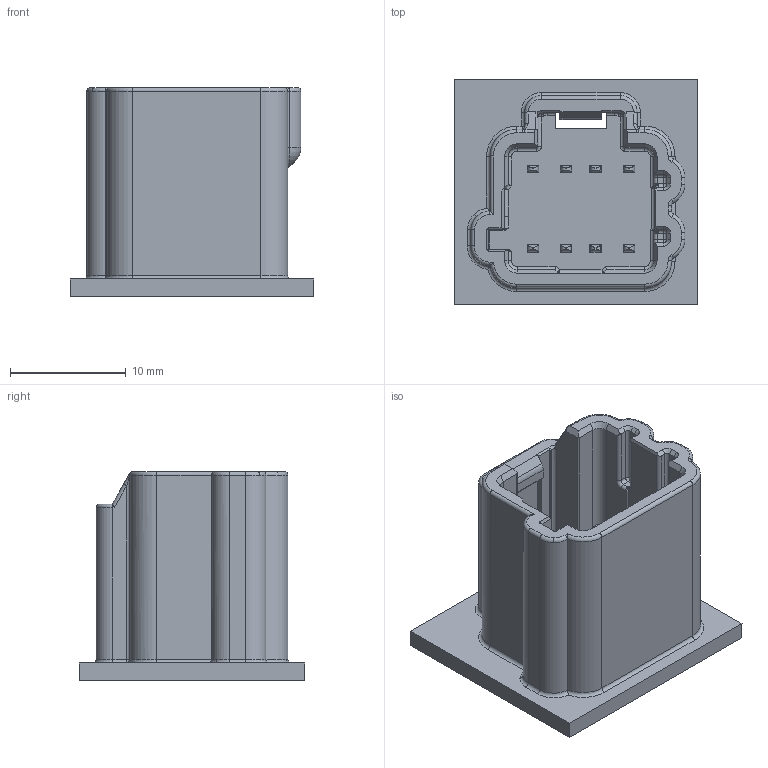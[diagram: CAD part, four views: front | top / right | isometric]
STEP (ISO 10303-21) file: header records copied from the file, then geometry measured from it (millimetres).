
FILE_DESCRIPTION(('CATIA V5 STEP Exchange','CAx-IF Rec.Pracs.--- Model Styling and Organization---1.4--- 2014-01-23'),'2;1');
FILE_NAME('8W INTERFACE KEY B.stp','2023-03-21T12:14:15+00:00',('none'),('none'),'CATIA Version 5-6 Release 2017 SP5 HF58','CATIA V5 STEP AP214','none');
FILE_SCHEMA(('AUTOMOTIVE_DESIGN { 1 0 10303 214 1 1 1 1 }'));
Length unit declared in the file: millimetre
Products named in the file (3): 8W HEADER ALL KEYWAYS; 1.2MMTERMINAL; 8W KEYWAY B
Assembly tree (2 placements, depth 2):
  8W HEADER ALL KEYWAYS
    1.2MMTERMINAL
    8W KEYWAY B
Bounding box: 21.03 x 19.45 x 18 mm (x, y, z)
Volume: 1970 mm3; surface area: 3003.1 mm2
Topology: 9 solids, 9 shells, 388 faces, 968 edges, 584 vertices
Faces by surface type: cylinder 160, plane 144, torus 46, sphere 16, cone 12, bspline 10
Entity records: 11737 total; most frequent: CARTESIAN_POINT 3195, ORIENTED_EDGE 1904, DIRECTION 1447, EDGE_CURVE 952, AXIS2_PLACEMENT_3D 582, VERTEX_POINT 582, VECTOR 520, LINE 520
